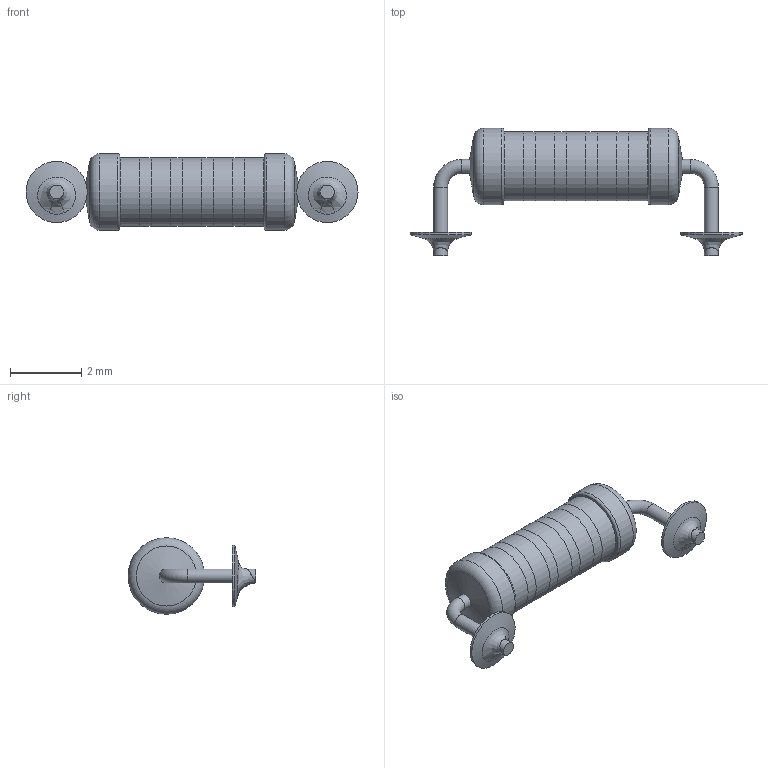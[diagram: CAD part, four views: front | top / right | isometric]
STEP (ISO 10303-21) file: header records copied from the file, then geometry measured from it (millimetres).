
FILE_DESCRIPTION(/* description */ (''),/* implementation_level */ '2;1');
FILE_NAME(/* name */ 'Resistor.step',/* time_stamp */ '2019-05-24T23:05:45+02:00',/* author */ (''),/* organization */ (''),/* preprocessor_version */ 'ST-DEVELOPER v18',/* originating_system */ 'Autodesk Translation Framework v8.2.0.1029',/* authorisation */ '');
FILE_SCHEMA (('AUTOMOTIVE_DESIGN { 1 0 10303 214 3 1 1 }'));
Length unit declared in the file: millimetre
Products named in the file (1): Resistor
Bounding box: 9.33 x 3.59 x 2.15 mm (x, y, z)
Volume: 20.2 mm3; surface area: 67.1 mm2
Topology: 3 solids, 3 shells, 41 faces, 95 edges, 62 vertices
Faces by surface type: cylinder 19, plane 6, torus 6, bspline 4, cone 4, sphere 2
Full cylindrical faces by diameter (mm): 0.39 x4, 1.721 x2, 1.936 x9, 2.151 x2
Entity records: 1704 total; most frequent: CARTESIAN_POINT 665, DIRECTION 225, ORIENTED_EDGE 186, AXIS2_PLACEMENT_3D 102, EDGE_CURVE 93, CIRCLE 64, VERTEX_POINT 62, EDGE_LOOP 45
